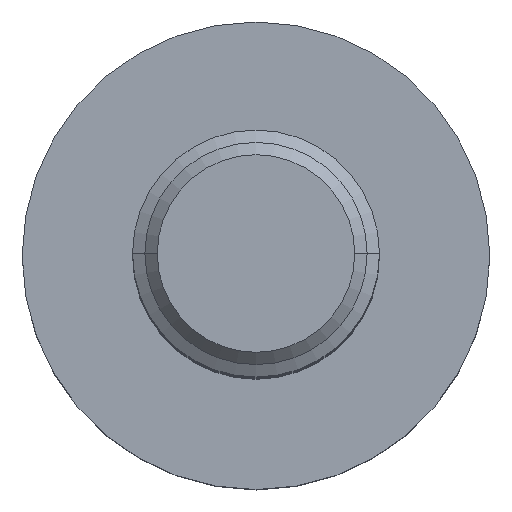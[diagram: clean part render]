
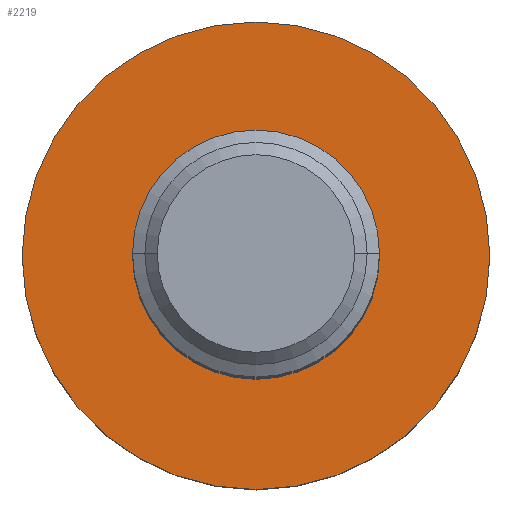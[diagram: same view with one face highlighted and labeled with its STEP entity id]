
A CAD part, top view. The second image highlights one B-rep face of the part: STEP entity #2219.
In plain terms, the highlighted planar face has unit normal (0, 0, 1).
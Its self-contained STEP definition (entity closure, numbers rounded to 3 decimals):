
#1165 = VERTEX_POINT ( 'NONE', #4671 ) ;
#1167 = EDGE_CURVE ( 'NONE', #1168, #1165, #4636, .T. ) ;
#1168 = VERTEX_POINT ( 'NONE', #4701 ) ;
#1258 = EDGE_CURVE ( 'NONE', #1165, #1168, #4727, .T. ) ;
#2219 = ADVANCED_FACE ( 'NONE', ( #6010, #6016 ), #6012, .F. ) ;
#2220 = ORIENTED_EDGE ( 'NONE', *, *, #3183, .F. ) ;
#2221 = ORIENTED_EDGE ( 'NONE', *, *, #2222, .F. ) ;
#2222 = EDGE_CURVE ( 'NONE', #3185, #3184, #6184, .T. ) ;
#2223 = EDGE_LOOP ( 'NONE', ( #2224, #2225 ) ) ;
#2224 = ORIENTED_EDGE ( 'NONE', *, *, #1167, .T. ) ;
#2225 = ORIENTED_EDGE ( 'NONE', *, *, #1258, .T. ) ;
#2278 = EDGE_LOOP ( 'NONE', ( #2220, #2221 ) ) ;
#3183 = EDGE_CURVE ( 'NONE', #3184, #3185, #7916, .T. ) ;
#3184 = VERTEX_POINT ( 'NONE', #7911 ) ;
#3185 = VERTEX_POINT ( 'NONE', #7910 ) ;
#4634 = DIRECTION ( 'NONE',  ( 0., 0., -1. ) ) ;
#4635 = AXIS2_PLACEMENT_3D ( 'NONE', #4637, #4634, #4677 ) ;
#4636 = CIRCLE ( 'NONE', #4635, 1.5 ) ;
#4637 = CARTESIAN_POINT ( 'NONE',  ( 0., 0., 0. ) ) ;
#4671 = CARTESIAN_POINT ( 'NONE',  ( 1.5, 0., 0. ) ) ;
#4677 = DIRECTION ( 'NONE',  ( 0., 1., 0. ) ) ;
#4701 = CARTESIAN_POINT ( 'NONE',  ( -1.5, 0., 0. ) ) ;
#4724 = DIRECTION ( 'NONE',  ( 0., 1., 0. ) ) ;
#4725 = DIRECTION ( 'NONE',  ( 0., 0., -1. ) ) ;
#4726 = AXIS2_PLACEMENT_3D ( 'NONE', #4737, #4725, #4724 ) ;
#4727 = CIRCLE ( 'NONE', #4726, 1.5 ) ;
#4737 = CARTESIAN_POINT ( 'NONE',  ( 0., 0., 0. ) ) ;
#6010 = FACE_OUTER_BOUND ( 'NONE', #2278, .T. ) ;
#6011 = CARTESIAN_POINT ( 'NONE',  ( 0., 0., 0. ) ) ;
#6012 = PLANE ( 'NONE',  #6183 ) ;
#6016 = FACE_BOUND ( 'NONE', #2223, .T. ) ;
#6177 = DIRECTION ( 'NONE',  ( 0., 1., 0. ) ) ;
#6178 = DIRECTION ( 'NONE',  ( 0., 0., -1. ) ) ;
#6179 = CARTESIAN_POINT ( 'NONE',  ( 0., 0., 0. ) ) ;
#6180 = AXIS2_PLACEMENT_3D ( 'NONE', #6179, #6178, #6177 ) ;
#6181 = DIRECTION ( 'NONE',  ( 0., 1., 0. ) ) ;
#6182 = DIRECTION ( 'NONE',  ( 0., 0., -1. ) ) ;
#6183 = AXIS2_PLACEMENT_3D ( 'NONE', #6011, #6182, #6181 ) ;
#6184 = CIRCLE ( 'NONE', #6180, 2.84 ) ;
#7910 = CARTESIAN_POINT ( 'NONE',  ( 0., -2.84, 0. ) ) ;
#7911 = CARTESIAN_POINT ( 'NONE',  ( 0., 2.84, 0. ) ) ;
#7912 = DIRECTION ( 'NONE',  ( 0., 1., 0. ) ) ;
#7913 = DIRECTION ( 'NONE',  ( 0., 0., -1. ) ) ;
#7914 = CARTESIAN_POINT ( 'NONE',  ( 0., 0., 0. ) ) ;
#7915 = AXIS2_PLACEMENT_3D ( 'NONE', #7914, #7913, #7912 ) ;
#7916 = CIRCLE ( 'NONE', #7915, 2.84 ) ;
